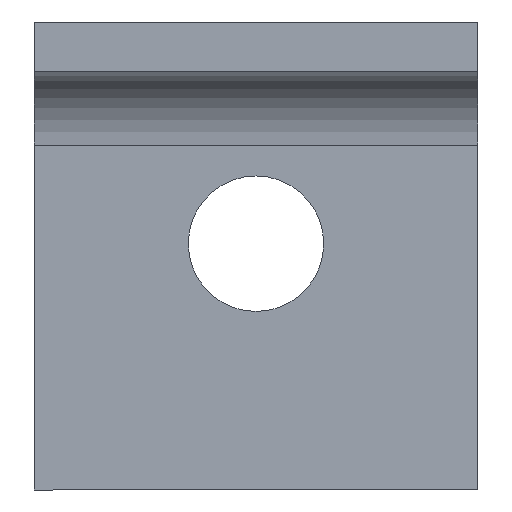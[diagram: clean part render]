
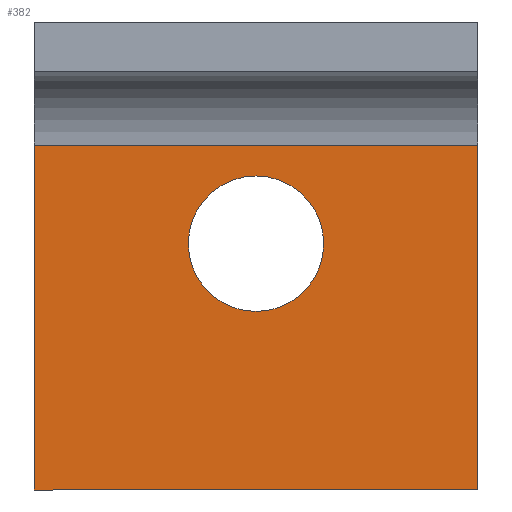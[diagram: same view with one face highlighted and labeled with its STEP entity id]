
A CAD part, front view. The second image highlights one B-rep face of the part: STEP entity #382.
In plain terms, the highlighted face is planar.
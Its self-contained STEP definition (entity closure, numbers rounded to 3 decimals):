
#24=FACE_BOUND('',#69,.T.);
#30=CIRCLE('',#420,2.75);
#47=FACE_OUTER_BOUND('',#68,.T.);
#68=EDGE_LOOP('',(#326,#327,#328,#329));
#69=EDGE_LOOP('',(#330));
#84=LINE('',#555,#129);
#113=LINE('',#618,#158);
#115=LINE('',#625,#160);
#116=LINE('',#626,#161);
#129=VECTOR('',#447,1000.);
#158=VECTOR('',#506,10.);
#160=VECTOR('',#514,1000.);
#161=VECTOR('',#515,1000.);
#174=VERTEX_POINT('',#552);
#175=VERTEX_POINT('',#554);
#194=VERTEX_POINT('',#616);
#195=VERTEX_POINT('',#620);
#196=VERTEX_POINT('',#624);
#209=EDGE_CURVE('',#175,#174,#84,.T.);
#241=EDGE_CURVE('',#174,#194,#113,.T.);
#242=EDGE_CURVE('',#195,#195,#30,.T.);
#244=EDGE_CURVE('',#196,#194,#115,.T.);
#245=EDGE_CURVE('',#196,#175,#116,.T.);
#326=ORIENTED_EDGE('',*,*,#209,.T.);
#327=ORIENTED_EDGE('',*,*,#241,.T.);
#328=ORIENTED_EDGE('',*,*,#244,.F.);
#329=ORIENTED_EDGE('',*,*,#245,.T.);
#330=ORIENTED_EDGE('',*,*,#242,.F.);
#364=PLANE('',#421);
#382=ADVANCED_FACE('',(#47,#24),#364,.F.);
#420=AXIS2_PLACEMENT_3D('',#621,#509,#510);
#421=AXIS2_PLACEMENT_3D('',#623,#512,#513);
#447=DIRECTION('',(0.,1.,0.));
#506=DIRECTION('',(0.,0.,1.));
#509=DIRECTION('center_axis',(1.,0.,0.));
#510=DIRECTION('ref_axis',(0.,-1.,0.));
#512=DIRECTION('center_axis',(-1.,0.,0.));
#513=DIRECTION('ref_axis',(0.,-1.,0.));
#514=DIRECTION('',(0.,1.,0.));
#515=DIRECTION('',(0.,0.,-1.));
#552=CARTESIAN_POINT('',(3.,20.,-9.));
#554=CARTESIAN_POINT('',(3.,6.,-9.));
#555=CARTESIAN_POINT('',(3.,17.,-9.));
#616=CARTESIAN_POINT('',(3.,20.,9.));
#618=CARTESIAN_POINT('',(3.,20.,-9.));
#620=CARTESIAN_POINT('',(3.,10.,-2.75));
#621=CARTESIAN_POINT('Origin',(3.,10.,0.));
#623=CARTESIAN_POINT('Origin',(3.,17.,9.));
#624=CARTESIAN_POINT('',(3.,6.,9.));
#625=CARTESIAN_POINT('',(3.,17.,9.));
#626=CARTESIAN_POINT('',(3.,6.,9.));
